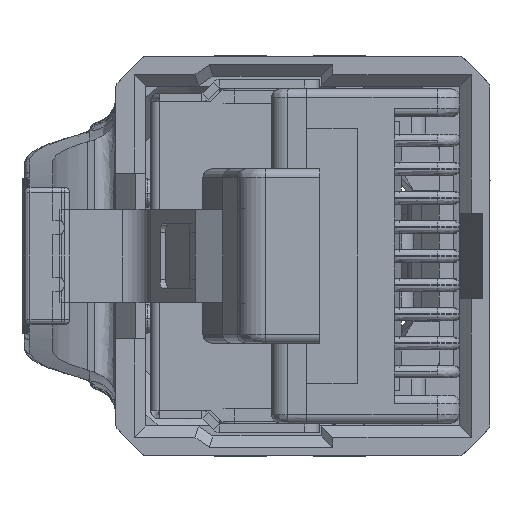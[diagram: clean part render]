
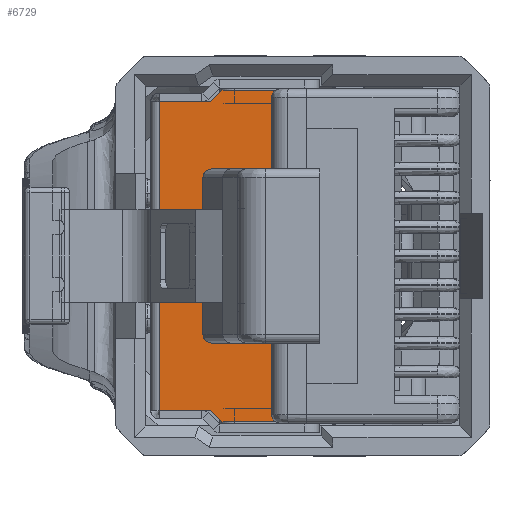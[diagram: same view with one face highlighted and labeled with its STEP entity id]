
A CAD part, left-side view. The second image highlights one B-rep face of the part: STEP entity #6729.
In plain terms, the highlighted free-form (B-spline) face has degree [1, 1] with [2, 2] control points.
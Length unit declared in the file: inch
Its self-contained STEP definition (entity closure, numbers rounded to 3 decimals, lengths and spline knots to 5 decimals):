
#585 = CARTESIAN_POINT ( 'NONE',  ( -0.22835, 0.32795, -0.56693 ) ) ;
#647 = VECTOR ( 'NONE', #25844, 39.37008 ) ;
#814 = CARTESIAN_POINT ( 'NONE',  ( -0.2126, 0.41457, -0.56693 ) ) ;
#1376 = LINE ( 'NONE', #2862, #23301 ) ;
#1563 = LINE ( 'NONE', #814, #647 ) ;
#1574 = ORIENTED_EDGE ( 'NONE', *, *, #59244, .T. ) ;
#2020 = DIRECTION ( 'NONE',  ( 0., -1., 0. ) ) ;
#2453 = EDGE_CURVE ( 'NONE', #3547, #10233, #1376, .T. ) ;
#2522 = VERTEX_POINT ( 'NONE', #58076 ) ;
#2862 = CARTESIAN_POINT ( 'NONE',  ( 0.22835, 0.25709, -0.56693 ) ) ;
#3547 = VERTEX_POINT ( 'NONE', #68273 ) ;
#3974 = DIRECTION ( 'NONE',  ( -0.707, 0.707, 0. ) ) ;
#4236 = CARTESIAN_POINT ( 'NONE',  ( 0.22835, 0.32795, -0.56693 ) ) ;
#5592 = CARTESIAN_POINT ( 'NONE',  ( 0.2126, 0.3437, -0.56693 ) ) ;
#6227 = CARTESIAN_POINT ( 'NONE',  ( -0.23748, 0.25394, -0.56693 ) ) ;
#6300 = CARTESIAN_POINT ( 'NONE',  ( 0.2126, 0.41457, -0.56693 ) ) ;
#6729 = ADVANCED_FACE ( 'NONE', ( #24917 ), #75349, .F. ) ;
#7377 = VECTOR ( 'NONE', #46974, 39.37008 ) ;
#7866 = DIRECTION ( 'NONE',  ( -1., 0., 0. ) ) ;
#8377 = VECTOR ( 'NONE', #7866, 39.37008 ) ;
#9535 = CARTESIAN_POINT ( 'NONE',  ( -0.2126, 0.41457, -0.56693 ) ) ;
#10233 = VERTEX_POINT ( 'NONE', #59639 ) ;
#10827 = DIRECTION ( 'NONE',  ( -0.707, -0.707, 0. ) ) ;
#11329 = LINE ( 'NONE', #53308, #74309 ) ;
#11877 = CARTESIAN_POINT ( 'NONE',  ( -0.22835, 0.25709, -0.56693 ) ) ;
#12927 = EDGE_LOOP ( 'NONE', ( #78007, #79034, #1574, #59129, #18495, #75286, #58460, #55719, #20631, #58111 ) ) ;
#13113 = CARTESIAN_POINT ( 'NONE',  ( 0.23748, 0.41772, -0.56693 ) ) ;
#18495 = ORIENTED_EDGE ( 'NONE', *, *, #28620, .F. ) ;
#19816 = CARTESIAN_POINT ( 'NONE',  ( 0.2126, 0.25709, -0.56693 ) ) ;
#20631 = ORIENTED_EDGE ( 'NONE', *, *, #40182, .T. ) ;
#21705 = LINE ( 'NONE', #33915, #7377 ) ;
#22345 = LINE ( 'NONE', #63348, #43329 ) ;
#23301 = VECTOR ( 'NONE', #27886, 39.37008 ) ;
#24917 = FACE_OUTER_BOUND ( 'NONE', #12927, .T. ) ;
#25844 = DIRECTION ( 'NONE',  ( 1., 0., 0. ) ) ;
#27462 = VECTOR ( 'NONE', #2020, 39.37008 ) ;
#27497 = VERTEX_POINT ( 'NONE', #9535 ) ;
#27886 = DIRECTION ( 'NONE',  ( -1., 0., 0. ) ) ;
#28620 = EDGE_CURVE ( 'NONE', #47354, #41580, #63744, .T. ) ;
#30589 = VERTEX_POINT ( 'NONE', #585 ) ;
#33541 = LINE ( 'NONE', #62833, #51814 ) ;
#33915 = CARTESIAN_POINT ( 'NONE',  ( -0.22835, 0.32795, -0.56693 ) ) ;
#35592 = VECTOR ( 'NONE', #3974, 39.37008 ) ;
#39096 = DIRECTION ( 'NONE',  ( 0., 1., 0. ) ) ;
#40182 = EDGE_CURVE ( 'NONE', #30589, #48358, #21705, .T. ) ;
#41580 = VERTEX_POINT ( 'NONE', #5592 ) ;
#43329 = VECTOR ( 'NONE', #39096, 39.37008 ) ;
#44713 = CARTESIAN_POINT ( 'NONE',  ( -0.2126, 0.3437, -0.56693 ) ) ;
#46974 = DIRECTION ( 'NONE',  ( 0., -1., 0. ) ) ;
#47354 = VERTEX_POINT ( 'NONE', #55314 ) ;
#48358 = VERTEX_POINT ( 'NONE', #11877 ) ;
#49637 = VERTEX_POINT ( 'NONE', #44713 ) ;
#50315 = DIRECTION ( 'NONE',  ( 0., 1., 0. ) ) ;
#51775 = EDGE_CURVE ( 'NONE', #10233, #66086, #63705, .T. ) ;
#51814 = VECTOR ( 'NONE', #50315, 39.37008 ) ;
#53308 = CARTESIAN_POINT ( 'NONE',  ( -0.2126, 0.3437, -0.56693 ) ) ;
#53526 = CARTESIAN_POINT ( 'NONE',  ( -0.2126, 0.25709, -0.56693 ) ) ;
#54080 = EDGE_CURVE ( 'NONE', #27497, #47354, #1563, .T. ) ;
#54554 = VECTOR ( 'NONE', #65979, 39.37008 ) ;
#55314 = CARTESIAN_POINT ( 'NONE',  ( 0.2126, 0.41457, -0.56693 ) ) ;
#55554 = CARTESIAN_POINT ( 'NONE',  ( -0.2126, 0.25709, -0.56693 ) ) ;
#55719 = ORIENTED_EDGE ( 'NONE', *, *, #73854, .T. ) ;
#58076 = CARTESIAN_POINT ( 'NONE',  ( 0.22835, 0.32795, -0.56693 ) ) ;
#58111 = ORIENTED_EDGE ( 'NONE', *, *, #70944, .F. ) ;
#58460 = ORIENTED_EDGE ( 'NONE', *, *, #61673, .F. ) ;
#59129 = ORIENTED_EDGE ( 'NONE', *, *, #68824, .T. ) ;
#59244 = EDGE_CURVE ( 'NONE', #3547, #2522, #22345, .T. ) ;
#59639 = CARTESIAN_POINT ( 'NONE',  ( 0.2126, 0.25709, -0.56693 ) ) ;
#61673 = EDGE_CURVE ( 'NONE', #49637, #27497, #33541, .T. ) ;
#61960 = CARTESIAN_POINT ( 'NONE',  ( -0.23748, 0.41772, -0.56693 ) ) ;
#62833 = CARTESIAN_POINT ( 'NONE',  ( -0.2126, 0.3437, -0.56693 ) ) ;
#63348 = CARTESIAN_POINT ( 'NONE',  ( 0.22835, 0.25709, -0.56693 ) ) ;
#63705 = LINE ( 'NONE', #19816, #8377 ) ;
#63744 = LINE ( 'NONE', #6300, #27462 ) ;
#65959 = LINE ( 'NONE', #53526, #54554 ) ;
#65979 = DIRECTION ( 'NONE',  ( -1., 0., 0. ) ) ;
#66086 = VERTEX_POINT ( 'NONE', #55554 ) ;
#67992 = LINE ( 'NONE', #4236, #35592 ) ;
#68273 = CARTESIAN_POINT ( 'NONE',  ( 0.22835, 0.25709, -0.56693 ) ) ;
#68824 = EDGE_CURVE ( 'NONE', #2522, #41580, #67992, .T. ) ;
#70944 = EDGE_CURVE ( 'NONE', #66086, #48358, #65959, .T. ) ;
#73854 = EDGE_CURVE ( 'NONE', #49637, #30589, #11329, .T. ) ;
#74197 = CARTESIAN_POINT ( 'NONE',  ( 0.23748, 0.25394, -0.56693 ) ) ;
#74309 = VECTOR ( 'NONE', #10827, 39.37008 ) ;
#75286 = ORIENTED_EDGE ( 'NONE', *, *, #54080, .F. ) ;
#75349 = B_SPLINE_SURFACE_WITH_KNOTS ( 'NONE', 1, 1, ( 
 ( #61960, #6227 ),
 ( #13113, #74197 ) ),
 .UNSPECIFIED., .F., .F., .F.,
 ( 2, 2 ),
 ( 2, 2 ),
 ( -11.432, 0.632 ),
 ( -0.08, 4.08 ),
 .UNSPECIFIED. ) ;
#78007 = ORIENTED_EDGE ( 'NONE', *, *, #51775, .F. ) ;
#79034 = ORIENTED_EDGE ( 'NONE', *, *, #2453, .F. ) ;
